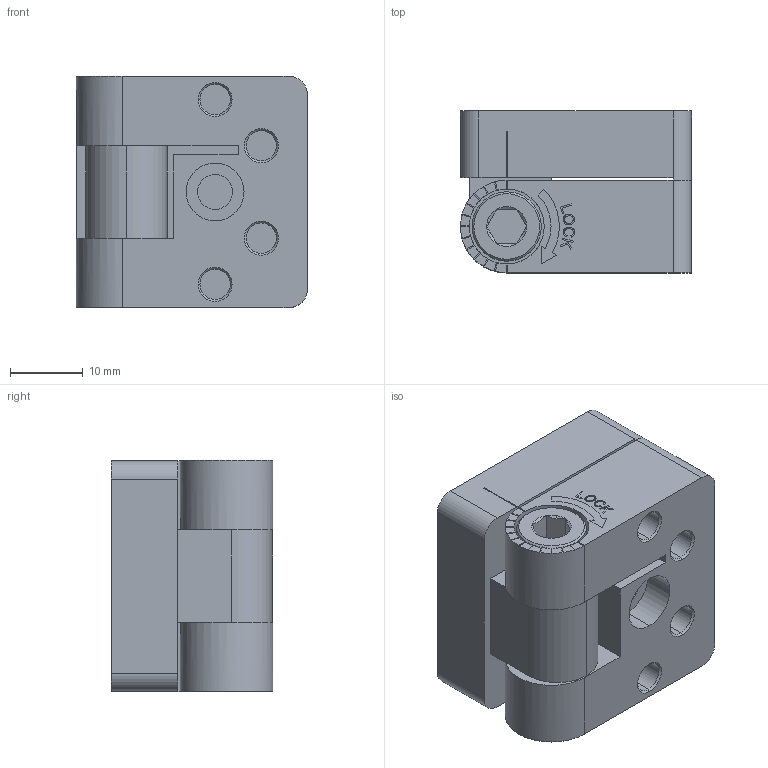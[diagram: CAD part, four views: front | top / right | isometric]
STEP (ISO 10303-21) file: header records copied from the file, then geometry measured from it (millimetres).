
FILE_DESCRIPTION (( 'STEP AP214' ), '1' );
FILE_NAME ('TTN110374-E0W.STEP', '2016-11-17T14:48:52', ( 'admin' ), ( '' ), 'SwSTEP 2.0', 'SolidWorks 2016', '' );
FILE_SCHEMA (( 'AUTOMOTIVE_DESIGN' ));
Length unit declared in the file: inch
Products named in the file (1): TTN110374-E0W
Bounding box: 31.75 x 22.23 x 31.77 mm (x, y, z)
Volume: 18417.4 mm3; surface area: 10755.9 mm2
Topology: 3 solids, 3 shells, 380 faces, 975 edges, 611 vertices
Faces by surface type: plane 189, cylinder 92, cone 83, bspline 16
Entity records: 17697 total; most frequent: CARTESIAN_POINT 3396, DIRECTION 1981, ORIENTED_EDGE 1898, EDGE_CURVE 949, AXIS2_PLACEMENT_3D 706, VERTEX_POINT 611, LINE 569, VECTOR 569
